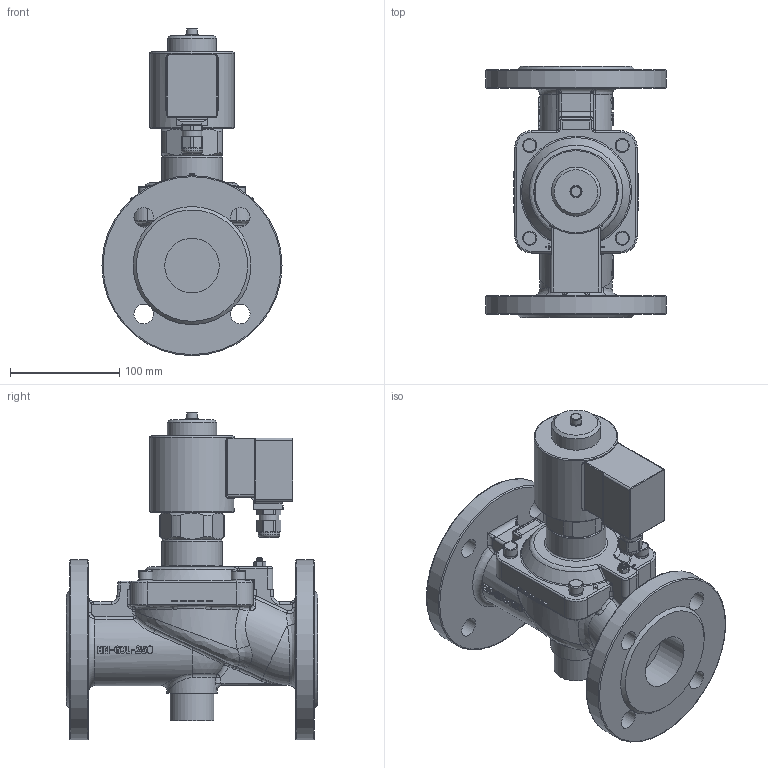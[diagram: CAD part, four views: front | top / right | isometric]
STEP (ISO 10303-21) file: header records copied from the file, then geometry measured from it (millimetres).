
FILE_DESCRIPTION(/* description */ ('3D-Model'),/* implementation_level */ '2;1');
FILE_NAME(/* name */ '027.000941_B2706-0401-.242.stp',/* time_stamp */ '2019-06-14T08:28:49+02:00',/* author */ ('EFast'),/* organization */ (''),/* preprocessor_version */ 'ST-DEVELOPER v16.1',/* originating_system */ 'Autodesk Inventor 2016',/* authorisation */ '');
FILE_SCHEMA (('AUTOMOTIVE_DESIGN { 1 0 10303 214 3 1 1 }'));
Products named in the file (1): 88-004150
Bounding box: 165 x 230 x 299.9 mm (x, y, z)
Volume: 2537795.2 mm3; surface area: 233072.2 mm2
Topology: 1 solids, 1 shells, 871 faces, 2246 edges, 1418 vertices
Faces by surface type: plane 354, bspline 224, cylinder 186, torus 70, cone 25, sphere 12
Full cylindrical faces by diameter (mm): 5 x1, 6 x1, 6.647 x4, 8 x4, 10 x1, 11 x1, 13 x4, 18 x9, 20 x1, 40 x1, 45 x1, 46 x1, 50 x2, 55 x1, 77 x1, 165 x2
Entity records: 64518 total; most frequent: CARTESIAN_POINT 45261, ORIENTED_EDGE 4280, DIRECTION 3386, EDGE_CURVE 2140, VERTEX_POINT 1391, AXIS2_PLACEMENT_3D 1224, EDGE_LOOP 1015, LINE 938
